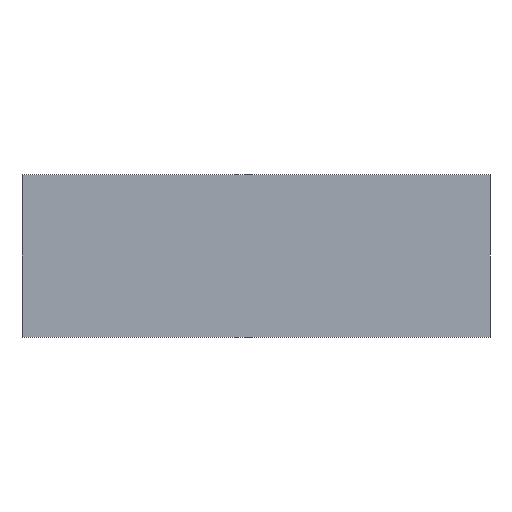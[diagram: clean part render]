
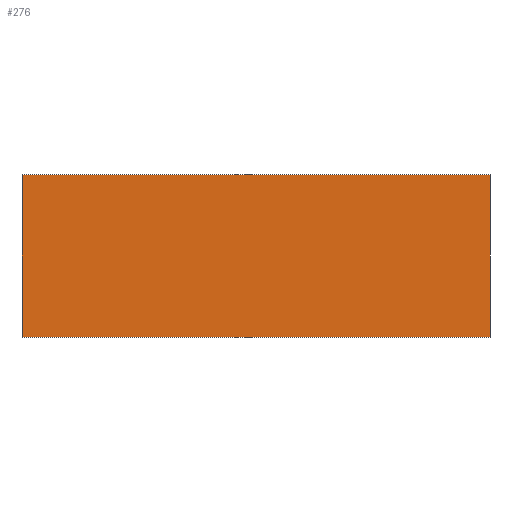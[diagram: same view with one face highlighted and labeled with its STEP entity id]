
A CAD part, front view. The second image highlights one B-rep face of the part: STEP entity #276.
In plain terms, the highlighted planar face has unit normal (0, -1, 0).
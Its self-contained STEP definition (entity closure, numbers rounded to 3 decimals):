
#30=FACE_OUTER_BOUND('',#44,.T.);
#44=EDGE_LOOP('',(#245,#246,#247,#248));
#73=LINE('',#432,#109);
#76=LINE('',#437,#112);
#78=LINE('',#441,#114);
#80=LINE('',#444,#116);
#109=VECTOR('',#355,10.);
#112=VECTOR('',#360,10.);
#114=VECTOR('',#364,10.);
#116=VECTOR('',#368,10.);
#137=VERTEX_POINT('',#430);
#138=VERTEX_POINT('',#431);
#139=VERTEX_POINT('',#436);
#140=VERTEX_POINT('',#440);
#169=EDGE_CURVE('',#137,#138,#73,.T.);
#172=EDGE_CURVE('',#138,#139,#76,.T.);
#174=EDGE_CURVE('',#139,#140,#78,.T.);
#176=EDGE_CURVE('',#140,#137,#80,.T.);
#245=ORIENTED_EDGE('',*,*,#176,.T.);
#246=ORIENTED_EDGE('',*,*,#169,.T.);
#247=ORIENTED_EDGE('',*,*,#172,.T.);
#248=ORIENTED_EDGE('',*,*,#174,.T.);
#262=PLANE('',#304);
#276=ADVANCED_FACE('',(#30),#262,.F.);
#304=AXIS2_PLACEMENT_3D('',#445,#369,#370);
#355=DIRECTION('',(0.,0.,-1.));
#360=DIRECTION('',(1.,0.,0.));
#364=DIRECTION('',(0.,0.,1.));
#368=DIRECTION('',(-1.,0.,0.));
#369=DIRECTION('center_axis',(0.,1.,0.));
#370=DIRECTION('ref_axis',(1.,0.,0.));
#430=CARTESIAN_POINT('',(-30.,0.,-2.));
#431=CARTESIAN_POINT('',(-30.,0.,-10.));
#432=CARTESIAN_POINT('',(-30.,0.,-2.));
#436=CARTESIAN_POINT('',(-7.,0.,-10.));
#437=CARTESIAN_POINT('',(-30.,0.,-10.));
#440=CARTESIAN_POINT('',(-7.,0.,-2.));
#441=CARTESIAN_POINT('',(-7.,0.,-10.));
#444=CARTESIAN_POINT('',(-7.,0.,-2.));
#445=CARTESIAN_POINT('Origin',(-18.5,0.,-6.));
